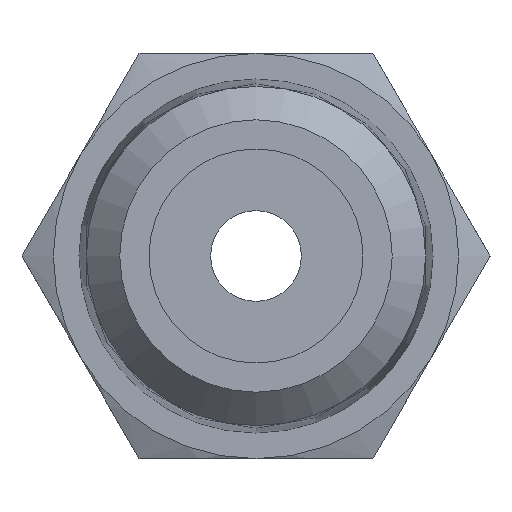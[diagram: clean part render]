
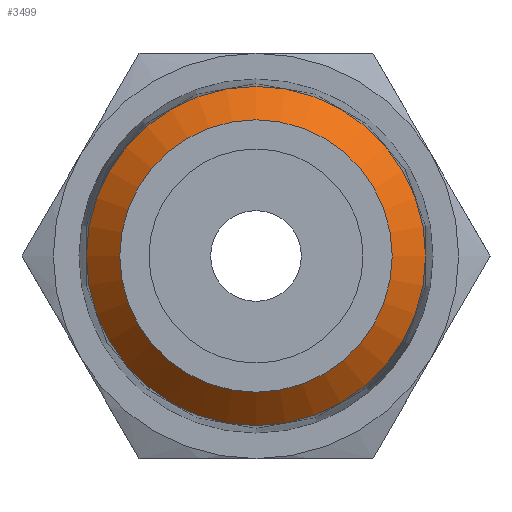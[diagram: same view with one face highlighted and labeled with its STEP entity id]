
A CAD part, left-side view. The second image highlights one B-rep face of the part: STEP entity #3499.
In plain terms, the highlighted conical face has half-angle 45.895 degrees and reference radius 5.989 mm.
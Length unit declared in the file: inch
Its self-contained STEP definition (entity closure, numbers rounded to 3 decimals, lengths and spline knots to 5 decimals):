
#3472=CARTESIAN_POINT('',(-0.53501,0.,0.0));
#3473=DIRECTION('',(1.0,0.,0.0));
#3474=DIRECTION('',(0.0,0.0,-1.0));
#3475=AXIS2_PLACEMENT_3D('',#3472,#3473,#3474);
#3476=CONICAL_SURFACE('',#3475,0.23578,45.895);
#3477=CARTESIAN_POINT('',(-0.56,0.,0.21));
#3478=VERTEX_POINT('',#3477);
#3479=CARTESIAN_POINT('',(-0.56,0.,0.0));
#3480=DIRECTION('',(1.0,0.0,0.0));
#3481=DIRECTION('',(0.0,0.0,-1.0));
#3482=AXIS2_PLACEMENT_3D('',#3479,#3480,#3481);
#3483=CIRCLE('',#3482,0.21);
#3484=EDGE_CURVE('',#3478,#3478,#3483,.T.);
#3485=ORIENTED_EDGE('',*,*,#3484,.T.);
#3486=EDGE_LOOP('',(#3485));
#3487=FACE_OUTER_BOUND('',#3486,.T.);
#3488=CARTESIAN_POINT('',(-0.51002,0.,0.26156));
#3489=VERTEX_POINT('',#3488);
#3490=CARTESIAN_POINT('',(-0.51002,0.,0.0));
#3491=DIRECTION('',(-1.0,0.0,0.0));
#3492=DIRECTION('',(0.0,0.0,-1.0));
#3493=AXIS2_PLACEMENT_3D('',#3490,#3491,#3492);
#3494=CIRCLE('',#3493,0.26156);
#3495=EDGE_CURVE('',#3489,#3489,#3494,.T.);
#3496=ORIENTED_EDGE('',*,*,#3495,.T.);
#3497=EDGE_LOOP('',(#3496));
#3498=FACE_BOUND('',#3497,.T.);
#3499=ADVANCED_FACE('',(#3487,#3498),#3476,.T.);
